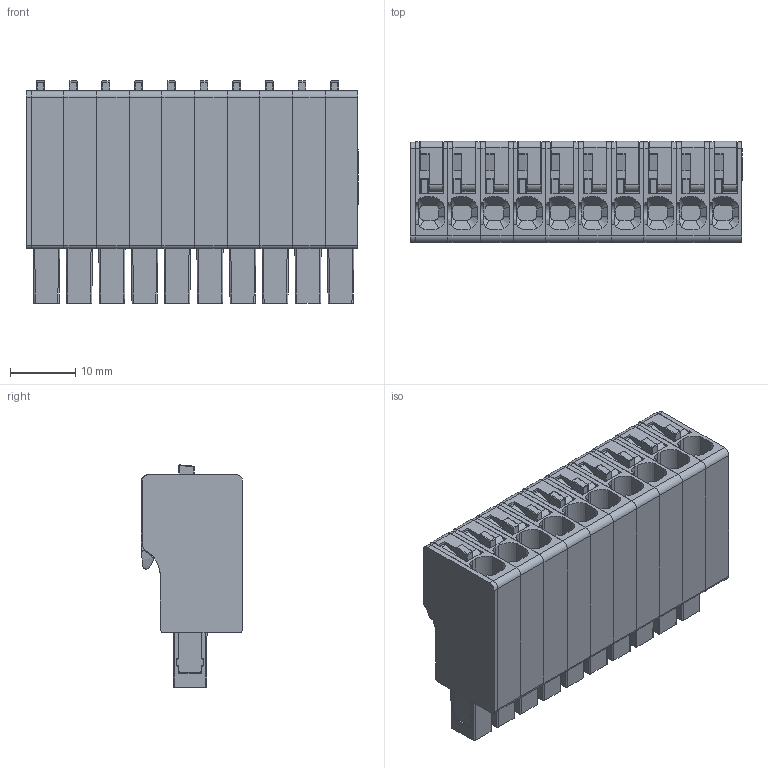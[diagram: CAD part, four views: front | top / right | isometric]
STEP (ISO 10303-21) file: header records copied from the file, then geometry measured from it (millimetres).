
FILE_DESCRIPTION(('CATIA V5R22 STEP214','CAx-IF Rec.Pracs.--- Model Styling and Organization---1.4--- 2014-01-23'),'2;1');
FILE_NAME ('D1463847_1', '2020-08-03T12:32:35+00:00', ('Weidmueller Interface'), ('Weidmueller'), 'CATIA Version 5-6 Release 2016 SP3 HF44', 'CATIA V5 STEP AP214', 'none');
FILE_SCHEMA(('AUTOMOTIVE_DESIGN { 1 0 10303 214 1 1 1 1 }'));
Products named in the file (1): 2741640000
Bounding box: 50.8 x 15.5 x 34 mm (x, y, z)
Volume: 17366.1 mm3; surface area: 19122.7 mm2
Topology: 31 solids, 31 shells, 2369 faces, 6524 edges, 4260 vertices
Faces by surface type: plane 1406, cylinder 808, sphere 80, cone 44, bspline 21, torus 10
Entity records: 77478 total; most frequent: CARTESIAN_POINT 20536, ORIENTED_EDGE 12808, DIRECTION 9626, EDGE_CURVE 6404, VERTEX_POINT 4240, VECTOR 4019, LINE 4019, AXIS2_PLACEMENT_3D 3442
